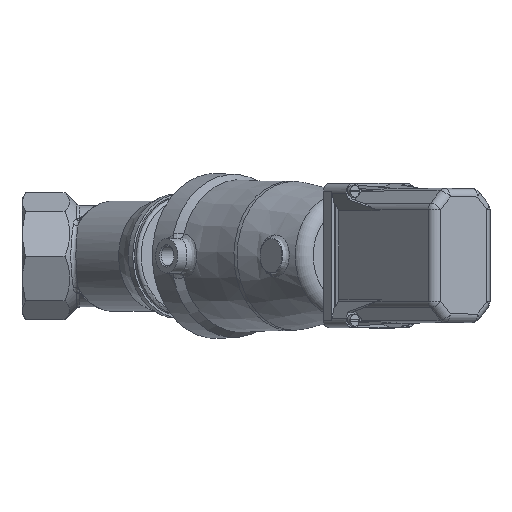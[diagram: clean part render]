
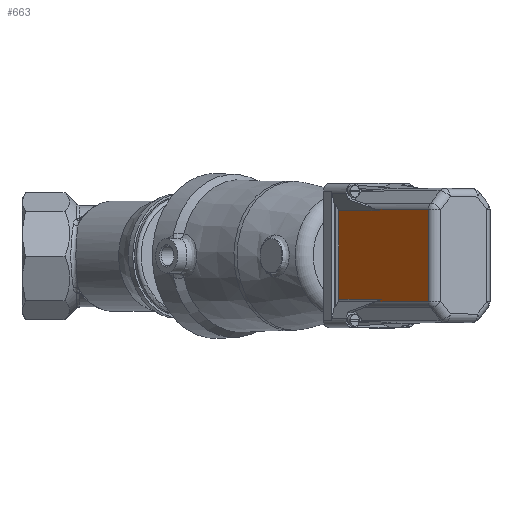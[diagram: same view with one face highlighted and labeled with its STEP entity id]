
A CAD part, top view. The second image highlights one B-rep face of the part: STEP entity #663.
In plain terms, the highlighted face is planar.
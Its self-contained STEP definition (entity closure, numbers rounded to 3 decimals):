
#663 = ADVANCED_FACE( '', ( #1601 ), #1602, .T. );
#1601 = FACE_OUTER_BOUND( '', #5217, .T. );
#1602 = PLANE( '', #5218 );
#5217 = EDGE_LOOP( '', ( #22016, #22017, #22018, #22019, #22020, #22021, #22022, #22023 ) );
#5218 = AXIS2_PLACEMENT_3D( '', #22024, #22025, #22026 );
#22016 = ORIENTED_EDGE( '', *, *, #24998, .T. );
#22017 = ORIENTED_EDGE( '', *, *, #24999, .F. );
#22018 = ORIENTED_EDGE( '', *, *, #25000, .T. );
#22019 = ORIENTED_EDGE( '', *, *, #24615, .T. );
#22020 = ORIENTED_EDGE( '', *, *, #25001, .T. );
#22021 = ORIENTED_EDGE( '', *, *, #25002, .F. );
#22022 = ORIENTED_EDGE( '', *, *, #25003, .T. );
#22023 = ORIENTED_EDGE( '', *, *, #25004, .T. );
#22024 = CARTESIAN_POINT( '', ( 22.5, 41.5, 28.929 ) );
#22025 = DIRECTION( '', ( 1., 0., 0. ) );
#22026 = DIRECTION( '', ( 0., 1., 0. ) );
#24615 = EDGE_CURVE( '', #25955, #25953, #25956, .T. );
#24998 = EDGE_CURVE( '', #26610, #26611, #26612, .T. );
#24999 = EDGE_CURVE( '', #26613, #26611, #26614, .T. );
#25000 = EDGE_CURVE( '', #26613, #25955, #26615, .T. );
#25001 = EDGE_CURVE( '', #25953, #26616, #26617, .T. );
#25002 = EDGE_CURVE( '', #26618, #26616, #26619, .T. );
#25003 = EDGE_CURVE( '', #26618, #26620, #26621, .T. );
#25004 = EDGE_CURVE( '', #26620, #26610, #26622, .T. );
#25953 = VERTEX_POINT( '', #28022 );
#25955 = VERTEX_POINT( '', #28024 );
#25956 = LINE( '', #28025, #28026 );
#26610 = VERTEX_POINT( '', #29919 );
#26611 = VERTEX_POINT( '', #29920 );
#26612 = LINE( '', #29921, #29922 );
#26613 = VERTEX_POINT( '', #29923 );
#26614 = LINE( '', #29924, #29925 );
#26615 = LINE( '', #29926, #29927 );
#26616 = VERTEX_POINT( '', #29928 );
#26617 = LINE( '', #29929, #29930 );
#26618 = VERTEX_POINT( '', #29931 );
#26619 = LINE( '', #29932, #29933 );
#26620 = VERTEX_POINT( '', #29934 );
#26621 = LINE( '', #29935, #29936 );
#26622 = LINE( '', #29937, #29938 );
#28022 = CARTESIAN_POINT( '', ( 22.5, 39.5, 26.858 ) );
#28024 = CARTESIAN_POINT( '', ( 22.5, 39.5, -26.858 ) );
#28025 = CARTESIAN_POINT( '', ( 22.5, 39.5, 28.929 ) );
#28026 = VECTOR( '', #34543, 1000. );
#29919 = CARTESIAN_POINT( '', ( 22.5, -41.768, -25.389 ) );
#29920 = CARTESIAN_POINT( '', ( 22.5, -2.914, -25.389 ) );
#29921 = CARTESIAN_POINT( '', ( 22.5, -5.362, -25.389 ) );
#29922 = VECTOR( '', #34947, 1000. );
#29923 = CARTESIAN_POINT( '', ( 22.5, -8.195, -26.858 ) );
#29924 = CARTESIAN_POINT( '', ( 22.5, 52.332, -10.027 ) );
#29925 = VECTOR( '', #34948, 1000. );
#29926 = CARTESIAN_POINT( '', ( 22.5, 41.5, -26.858 ) );
#29927 = VECTOR( '', #34949, 1000. );
#29928 = CARTESIAN_POINT( '', ( 22.5, -8.195, 26.858 ) );
#29929 = CARTESIAN_POINT( '', ( 22.5, 41.5, 26.858 ) );
#29930 = VECTOR( '', #34950, 1000. );
#29931 = CARTESIAN_POINT( '', ( 22.5, -5.362, 26.07 ) );
#29932 = CARTESIAN_POINT( '', ( 22.5, 37.399, 14.18 ) );
#29933 = VECTOR( '', #34951, 1000. );
#29934 = CARTESIAN_POINT( '', ( 22.5, -41.768, 26.07 ) );
#29935 = CARTESIAN_POINT( '', ( 22.5, -31.5, 26.07 ) );
#29936 = VECTOR( '', #34952, 1000. );
#29937 = CARTESIAN_POINT( '', ( 22.5, -41.768, 132.582 ) );
#29938 = VECTOR( '', #34953, 1000. );
#34543 = DIRECTION( '', ( 0., 0., 1. ) );
#34947 = DIRECTION( '', ( 0., 1., 0. ) );
#34948 = DIRECTION( '', ( 0., 0.963, 0.268 ) );
#34949 = DIRECTION( '', ( 0., 1., 0. ) );
#34950 = DIRECTION( '', ( 0., -1., 0. ) );
#34951 = DIRECTION( '', ( 0., -0.963, 0.268 ) );
#34952 = DIRECTION( '', ( 0., -1., 0. ) );
#34953 = DIRECTION( '', ( 0., 0., -1. ) );
